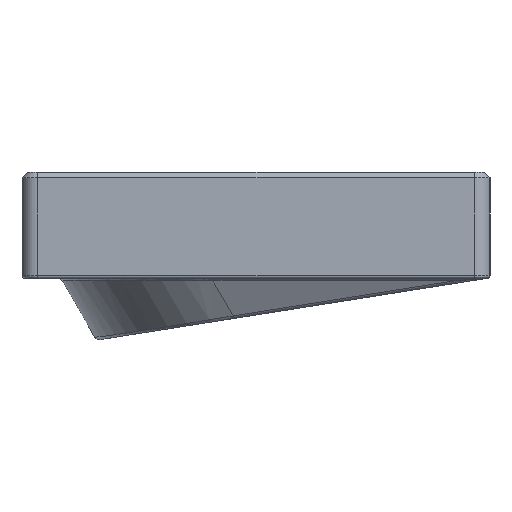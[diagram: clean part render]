
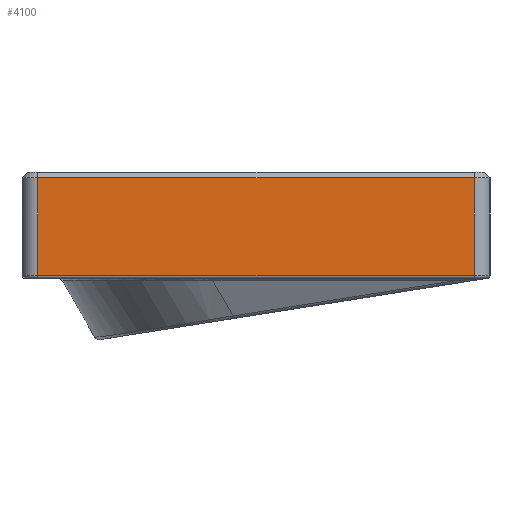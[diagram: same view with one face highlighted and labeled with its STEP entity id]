
A CAD part, left-side view. The second image highlights one B-rep face of the part: STEP entity #4100.
In plain terms, the highlighted planar face has unit normal (-1, 0, 0).
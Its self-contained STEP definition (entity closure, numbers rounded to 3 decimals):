
#393=PLANE('',#4302);
#578=FACE_OUTER_BOUND('',#833,.T.);
#833=EDGE_LOOP('',(#3500,#3501,#3502,#3503));
#1146=LINE('',#10031,#1461);
#1154=LINE('',#10055,#1469);
#1155=LINE('',#10057,#1470);
#1156=LINE('',#10058,#1471);
#1461=VECTOR('',#4871,10.);
#1469=VECTOR('',#4897,10.);
#1470=VECTOR('',#4898,10.);
#1471=VECTOR('',#4899,10.);
#1951=VERTEX_POINT('',#10021);
#1953=VERTEX_POINT('',#10027);
#1961=VERTEX_POINT('',#10054);
#1962=VERTEX_POINT('',#10056);
#2484=EDGE_CURVE('',#1951,#1953,#1146,.T.);
#2496=EDGE_CURVE('',#1961,#1951,#1154,.T.);
#2497=EDGE_CURVE('',#1962,#1961,#1155,.T.);
#2498=EDGE_CURVE('',#1953,#1962,#1156,.T.);
#3500=ORIENTED_EDGE('',*,*,#2484,.F.);
#3501=ORIENTED_EDGE('',*,*,#2496,.F.);
#3502=ORIENTED_EDGE('',*,*,#2497,.F.);
#3503=ORIENTED_EDGE('',*,*,#2498,.F.);
#4100=ADVANCED_FACE('',(#578),#393,.T.);
#4302=AXIS2_PLACEMENT_3D('',#10053,#4895,#4896);
#4871=DIRECTION('',(0.,-1.,0.));
#4895=DIRECTION('center_axis',(-1.,0.,0.));
#4896=DIRECTION('ref_axis',(0.,-1.,0.));
#4897=DIRECTION('',(0.,0.,1.));
#4898=DIRECTION('',(0.,1.,0.));
#4899=DIRECTION('',(0.,0.,-1.));
#10021=CARTESIAN_POINT('',(48.,-46.13,8.1));
#10027=CARTESIAN_POINT('',(48.,-128.48,8.1));
#10031=CARTESIAN_POINT('',(48.,-65.218,8.1));
#10053=CARTESIAN_POINT('Origin',(48.,-43.13,1.6));
#10054=CARTESIAN_POINT('',(48.,-46.13,-10.4));
#10055=CARTESIAN_POINT('',(48.,-46.13,1.6));
#10056=CARTESIAN_POINT('',(48.,-128.48,-10.4));
#10057=CARTESIAN_POINT('',(48.,-65.218,-10.4));
#10058=CARTESIAN_POINT('',(48.,-128.48,1.6));
